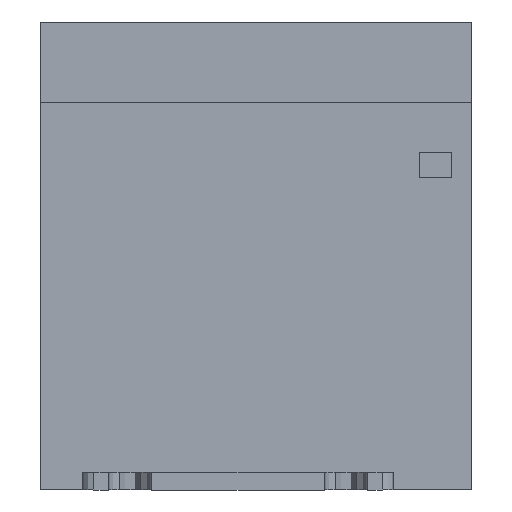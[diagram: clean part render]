
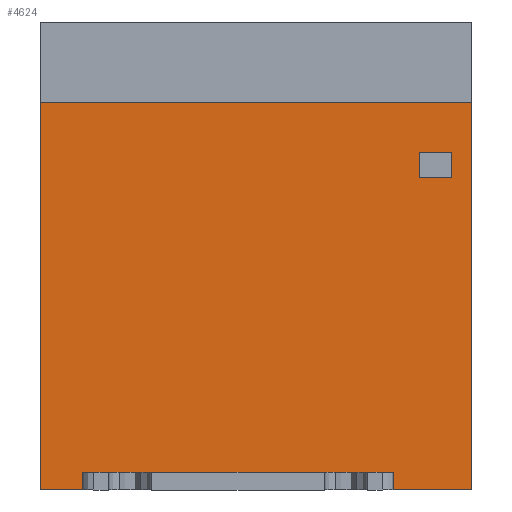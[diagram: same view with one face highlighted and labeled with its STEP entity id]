
A CAD part, front view. The second image highlights one B-rep face of the part: STEP entity #4624.
In plain terms, the highlighted planar face has unit normal (0, -1, 0).
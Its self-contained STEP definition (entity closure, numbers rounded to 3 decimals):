
#1234=FACE_OUTER_BOUND($,#1322,.T.);
#1322=EDGE_LOOP($,(#4360,#4361,#4362,#4363,#4364,#4365,#4366,#4367));
#1431=LINE($,#6620,#2550);
#1445=LINE($,#6664,#2564);
#1449=LINE($,#6672,#2568);
#1459=LINE($,#6692,#2578);
#1465=LINE($,#6706,#2584);
#1494=LINE($,#6776,#2613);
#1514=LINE($,#6817,#2633);
#1515=LINE($,#6819,#2634);
#2550=VECTOR($,#5038,21.918);
#2564=VECTOR($,#5068,11.917);
#2568=VECTOR($,#5074,107.702);
#2578=VECTOR($,#5086,5.);
#2584=VECTOR($,#5100,86.165);
#2613=VECTOR($,#5177,5.);
#2633=VECTOR($,#5219,120.);
#2634=VECTOR($,#5222,107.702);
#3647=VERTEX_POINT($,#6617);
#3648=VERTEX_POINT($,#6619);
#3669=VERTEX_POINT($,#6661);
#3670=VERTEX_POINT($,#6663);
#3673=VERTEX_POINT($,#6671);
#3682=VERTEX_POINT($,#6691);
#3686=VERTEX_POINT($,#6705);
#3713=VERTEX_POINT($,#6815);
#3841=EDGE_CURVE($,#3647,#3648,#1431,.T.);
#3863=EDGE_CURVE($,#3669,#3670,#1445,.T.);
#3867=EDGE_CURVE($,#3670,#3673,#1449,.T.);
#3877=EDGE_CURVE($,#3682,#3648,#1459,.T.);
#3884=EDGE_CURVE($,#3682,#3686,#1465,.T.);
#3920=EDGE_CURVE($,#3686,#3669,#1494,.T.);
#3940=EDGE_CURVE($,#3713,#3673,#1514,.T.);
#3941=EDGE_CURVE($,#3713,#3647,#1515,.T.);
#4360=ORIENTED_EDGE($,*,*,#3941,.F.);
#4361=ORIENTED_EDGE($,*,*,#3940,.T.);
#4362=ORIENTED_EDGE($,*,*,#3867,.F.);
#4363=ORIENTED_EDGE($,*,*,#3863,.F.);
#4364=ORIENTED_EDGE($,*,*,#3920,.F.);
#4365=ORIENTED_EDGE($,*,*,#3884,.F.);
#4366=ORIENTED_EDGE($,*,*,#3877,.T.);
#4367=ORIENTED_EDGE($,*,*,#3841,.F.);
#4538=PLANE($,#4747);
#4624=ADVANCED_FACE($,(#1234),#4538,.T.);
#4747=AXIS2_PLACEMENT_3D($,#6818,#5220,#5221);
#5038=DIRECTION($,(-1.,0.,0.));
#5068=DIRECTION($,(-1.,0.,0.));
#5074=DIRECTION($,(0.,0.,1.));
#5086=DIRECTION($,(0.,0.,-1.));
#5100=DIRECTION($,(-1.,0.,0.));
#5177=DIRECTION($,(0.,0.,-1.));
#5219=DIRECTION($,(-1.,0.,0.));
#5220=DIRECTION('center_axis',(0.,-1.,0.));
#5221=DIRECTION('ref_axis',(0.,0.,1.));
#5222=DIRECTION($,(0.,0.,-1.));
#6617=CARTESIAN_POINT('',(120.,-138.001,0.));
#6619=CARTESIAN_POINT('',(98.082,-138.001,0.));
#6620=CARTESIAN_POINT($,(109.041,-138.001,0.));
#6661=CARTESIAN_POINT('',(11.917,-138.001,0.));
#6663=CARTESIAN_POINT('',(0.,-138.001,0.));
#6664=CARTESIAN_POINT($,(60.,-138.001,0.));
#6671=CARTESIAN_POINT('',(0.,-138.001,107.702));
#6672=CARTESIAN_POINT($,(0.,-138.001,23.131));
#6691=CARTESIAN_POINT('',(98.082,-138.001,5.));
#6692=CARTESIAN_POINT($,(98.082,-138.001,5.));
#6705=CARTESIAN_POINT('',(11.917,-138.001,5.));
#6706=CARTESIAN_POINT($,(120.,-138.001,5.));
#6776=CARTESIAN_POINT($,(11.917,-138.001,5.));
#6815=CARTESIAN_POINT('',(120.,-138.001,107.702));
#6817=CARTESIAN_POINT($,(120.,-138.001,107.702));
#6818=CARTESIAN_POINT('Origin',(120.,-138.001,5.));
#6819=CARTESIAN_POINT($,(120.,-138.001,23.131));
